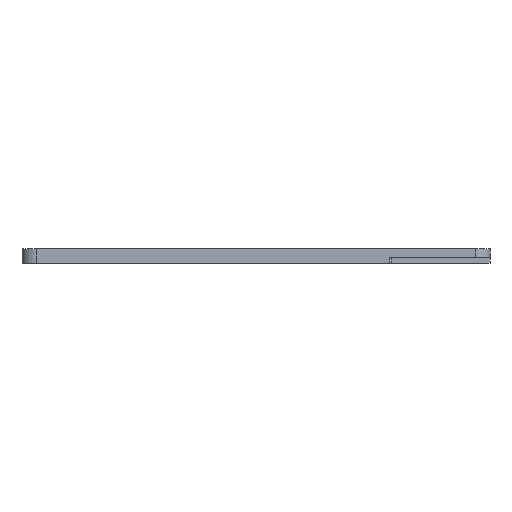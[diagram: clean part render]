
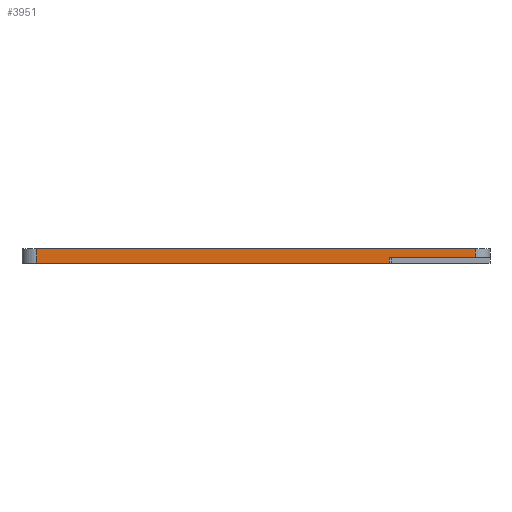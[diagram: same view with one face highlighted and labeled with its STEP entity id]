
A CAD part, left-side view. The second image highlights one B-rep face of the part: STEP entity #3951.
In plain terms, the highlighted planar face has unit normal (-1, 0, 0).
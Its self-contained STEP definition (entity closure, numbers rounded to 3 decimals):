
#160 = CARTESIAN_POINT ( 'NONE',  ( -30., 22., 3. ) ) ;
#286 = PLANE ( 'NONE',  #3333 ) ;
#375 = ORIENTED_EDGE ( 'NONE', *, *, #4688, .F. ) ;
#462 = LINE ( 'NONE', #3457, #684 ) ;
#554 = VECTOR ( 'NONE', #787, 1000. ) ;
#566 = EDGE_CURVE ( 'NONE', #4381, #3376, #2730, .T. ) ;
#574 = DIRECTION ( 'NONE',  ( 0., -1., 0. ) ) ;
#591 = CARTESIAN_POINT ( 'NONE',  ( -30., -67., 3. ) ) ;
#608 = VERTEX_POINT ( 'NONE', #2796 ) ;
#628 = VECTOR ( 'NONE', #574, 1000. ) ;
#645 = ORIENTED_EDGE ( 'NONE', *, *, #1198, .F. ) ;
#684 = VECTOR ( 'NONE', #1538, 1000. ) ;
#784 = VECTOR ( 'NONE', #2744, 1000. ) ;
#787 = DIRECTION ( 'NONE',  ( 0., 0., -1. ) ) ;
#805 = DIRECTION ( 'NONE',  ( 0., 1., 0. ) ) ;
#954 = DIRECTION ( 'NONE',  ( 0., 0., -1. ) ) ;
#1081 = VECTOR ( 'NONE', #805, 1000. ) ;
#1082 = VECTOR ( 'NONE', #954, 1000. ) ;
#1109 = VERTEX_POINT ( 'NONE', #1191 ) ;
#1169 = LINE ( 'NONE', #2638, #554 ) ;
#1191 = CARTESIAN_POINT ( 'NONE',  ( -30., -49.5, 0. ) ) ;
#1198 = EDGE_CURVE ( 'NONE', #3376, #1892, #1169, .T. ) ;
#1342 = LINE ( 'NONE', #4580, #1082 ) ;
#1538 = DIRECTION ( 'NONE',  ( 0., -1., 0. ) ) ;
#1647 = LINE ( 'NONE', #2810, #784 ) ;
#1722 = EDGE_LOOP ( 'NONE', ( #4581, #375, #2972, #645, #1814, #4287 ) ) ;
#1774 = CARTESIAN_POINT ( 'NONE',  ( -30., -25., 3. ) ) ;
#1814 = ORIENTED_EDGE ( 'NONE', *, *, #566, .F. ) ;
#1892 = VERTEX_POINT ( 'NONE', #3667 ) ;
#2427 = EDGE_CURVE ( 'NONE', #3394, #1109, #462, .T. ) ;
#2535 = FACE_OUTER_BOUND ( 'NONE', #1722, .T. ) ;
#2635 = LINE ( 'NONE', #4116, #1081 ) ;
#2638 = CARTESIAN_POINT ( 'NONE',  ( -30., -67., 3. ) ) ;
#2730 = LINE ( 'NONE', #160, #628 ) ;
#2744 = DIRECTION ( 'NONE',  ( 0., 0., -1. ) ) ;
#2796 = CARTESIAN_POINT ( 'NONE',  ( -30., -49.5, 1.2 ) ) ;
#2810 = CARTESIAN_POINT ( 'NONE',  ( -30., -49.5, 1.2 ) ) ;
#2972 = ORIENTED_EDGE ( 'NONE', *, *, #4112, .F. ) ;
#3293 = CARTESIAN_POINT ( 'NONE',  ( -30., 22., 3. ) ) ;
#3333 = AXIS2_PLACEMENT_3D ( 'NONE', #1774, #3660, #4044 ) ;
#3337 = EDGE_CURVE ( 'NONE', #4381, #3394, #1342, .T. ) ;
#3376 = VERTEX_POINT ( 'NONE', #591 ) ;
#3394 = VERTEX_POINT ( 'NONE', #4174 ) ;
#3457 = CARTESIAN_POINT ( 'NONE',  ( -30., -25., 0. ) ) ;
#3660 = DIRECTION ( 'NONE',  ( 1., 0., 0. ) ) ;
#3667 = CARTESIAN_POINT ( 'NONE',  ( -30., -67., 1.2 ) ) ;
#3951 = ADVANCED_FACE ( 'NONE', ( #2535 ), #286, .F. ) ;
#4044 = DIRECTION ( 'NONE',  ( 0., 1., 0. ) ) ;
#4112 = EDGE_CURVE ( 'NONE', #1892, #608, #2635, .T. ) ;
#4116 = CARTESIAN_POINT ( 'NONE',  ( -30., -49.5, 1.2 ) ) ;
#4174 = CARTESIAN_POINT ( 'NONE',  ( -30., 22., 0. ) ) ;
#4287 = ORIENTED_EDGE ( 'NONE', *, *, #3337, .T. ) ;
#4381 = VERTEX_POINT ( 'NONE', #3293 ) ;
#4580 = CARTESIAN_POINT ( 'NONE',  ( -30., 22., 3. ) ) ;
#4581 = ORIENTED_EDGE ( 'NONE', *, *, #2427, .T. ) ;
#4688 = EDGE_CURVE ( 'NONE', #608, #1109, #1647, .T. ) ;
